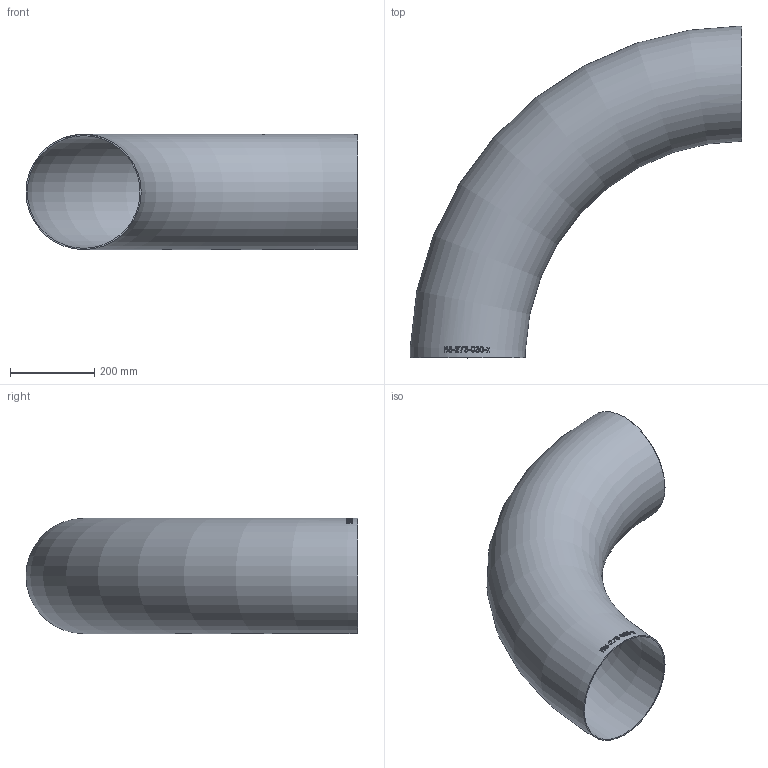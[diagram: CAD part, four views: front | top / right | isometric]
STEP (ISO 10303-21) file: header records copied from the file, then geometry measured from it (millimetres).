
FILE_DESCRIPTION (( 'STEP AP214' ), '1' );
FILE_NAME ('B5-273-030-x Bogen 2004.STEP', '2021-05-19T10:47:12', ( '' ), ( '' ), 'SwSTEP 2.0', 'SolidWorks 2019', '' );
FILE_SCHEMA (( 'AUTOMOTIVE_DESIGN' ));
Length unit declared in the file: millimetre
Products named in the file (1): B5-273-030-x Bogen 2004
Bounding box: 786.5 x 786.5 x 273 mm (x, y, z)
Volume: 2598164.1 mm3; surface area: 1737228.9 mm2
Topology: 1 solids, 1 shells, 157 faces, 421 edges, 281 vertices
Faces by surface type: bspline 137, torus 18, plane 2
Entity records: 32112 total; most frequent: CARTESIAN_POINT 27754, ORIENTED_EDGE 830, EDGE_CURVE 415, B_SPLINE_CURVE_WITH_KNOTS 411, VERTEX_POINT 278, EDGE_LOOP 177, FACE_OUTER_BOUND 159, ADVANCED_FACE 157
